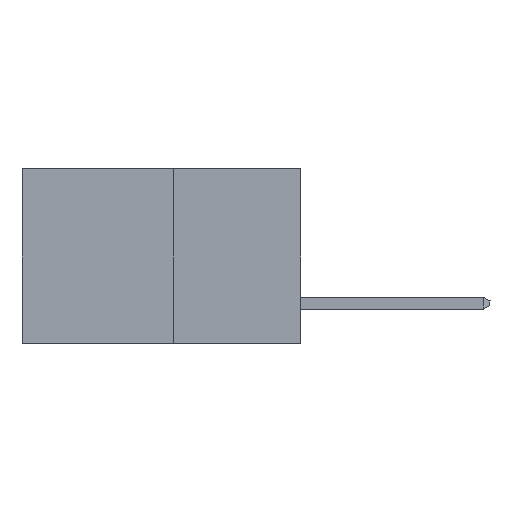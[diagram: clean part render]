
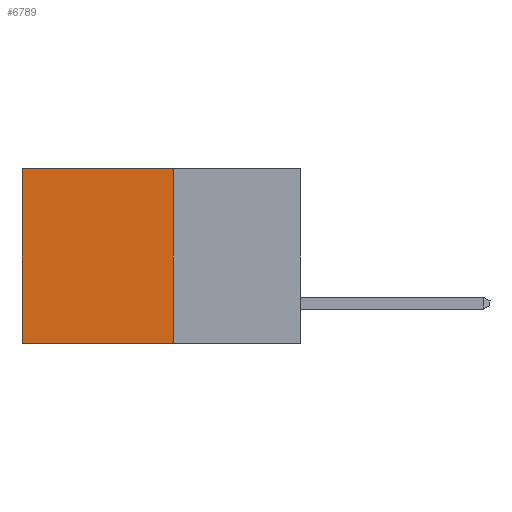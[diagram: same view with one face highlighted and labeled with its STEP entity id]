
A CAD part, left-side view. The second image highlights one B-rep face of the part: STEP entity #6789.
In plain terms, the highlighted planar face has unit normal (-1, 0, 0).
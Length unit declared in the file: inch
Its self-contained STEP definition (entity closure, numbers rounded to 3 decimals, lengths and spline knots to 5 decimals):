
#437 = EDGE_CURVE ( 'NONE', #3766, #3444, #5075, .T. ) ;
#1231 = VECTOR ( 'NONE', #3612, 39.37008 ) ;
#1373 = DIRECTION ( 'NONE',  ( 1., 0., 0. ) ) ;
#1475 = DIRECTION ( 'NONE',  ( 0., 1., 0. ) ) ;
#1869 = VECTOR ( 'NONE', #1475, 39.37008 ) ;
#2531 = ORIENTED_EDGE ( 'NONE', *, *, #5676, .F. ) ;
#2620 = AXIS2_PLACEMENT_3D ( 'NONE', #6311, #1373, #5879 ) ;
#2830 = CARTESIAN_POINT ( 'NONE',  ( 0.277, 0.27, -0.37 ) ) ;
#2854 = CARTESIAN_POINT ( 'NONE',  ( 0.277, 0.27, -0.37 ) ) ;
#2900 = DIRECTION ( 'NONE',  ( 0., 0., -1. ) ) ;
#3444 = VERTEX_POINT ( 'NONE', #7902 ) ;
#3612 = DIRECTION ( 'NONE',  ( 0., 0., -1. ) ) ;
#3766 = VERTEX_POINT ( 'NONE', #6520 ) ;
#4056 = CARTESIAN_POINT ( 'NONE',  ( 0.277, 0.27, 0. ) ) ;
#4302 = VECTOR ( 'NONE', #4371, 39.37008 ) ;
#4371 = DIRECTION ( 'NONE',  ( 0., 1., 0. ) ) ;
#4611 = CARTESIAN_POINT ( 'NONE',  ( 0.277, 0.59, 0. ) ) ;
#5075 = LINE ( 'NONE', #2854, #6812 ) ;
#5171 = ORIENTED_EDGE ( 'NONE', *, *, #437, .F. ) ;
#5609 = LINE ( 'NONE', #2830, #1869 ) ;
#5664 = ORIENTED_EDGE ( 'NONE', *, *, #6328, .T. ) ;
#5676 = EDGE_CURVE ( 'NONE', #3444, #9203, #5609, .T. ) ;
#5879 = DIRECTION ( 'NONE',  ( 0., 0., -1. ) ) ;
#6173 = VERTEX_POINT ( 'NONE', #4611 ) ;
#6311 = CARTESIAN_POINT ( 'NONE',  ( 0.277, 0.27, -0.37 ) ) ;
#6320 = FACE_OUTER_BOUND ( 'NONE', #6757, .T. ) ;
#6328 = EDGE_CURVE ( 'NONE', #6173, #9203, #9134, .T. ) ;
#6520 = CARTESIAN_POINT ( 'NONE',  ( 0.277, 0.27, 0. ) ) ;
#6646 = PLANE ( 'NONE',  #2620 ) ;
#6757 = EDGE_LOOP ( 'NONE', ( #5664, #2531, #5171, #6914 ) ) ;
#6789 = ADVANCED_FACE ( 'NONE', ( #6320 ), #6646, .F. ) ;
#6812 = VECTOR ( 'NONE', #2900, 39.37008 ) ;
#6914 = ORIENTED_EDGE ( 'NONE', *, *, #8053, .T. ) ;
#7796 = CARTESIAN_POINT ( 'NONE',  ( 0.277, 0.59, -0.37 ) ) ;
#7902 = CARTESIAN_POINT ( 'NONE',  ( 0.277, 0.27, -0.37 ) ) ;
#8053 = EDGE_CURVE ( 'NONE', #3766, #6173, #8210, .T. ) ;
#8210 = LINE ( 'NONE', #4056, #4302 ) ;
#8767 = CARTESIAN_POINT ( 'NONE',  ( 0.277, 0.59, -0.37 ) ) ;
#9134 = LINE ( 'NONE', #7796, #1231 ) ;
#9203 = VERTEX_POINT ( 'NONE', #8767 ) ;
